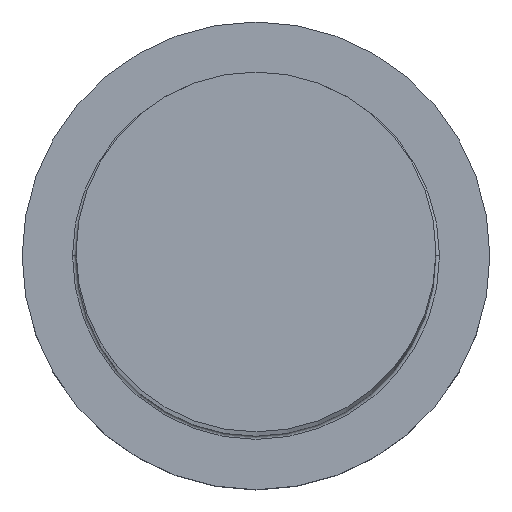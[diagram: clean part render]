
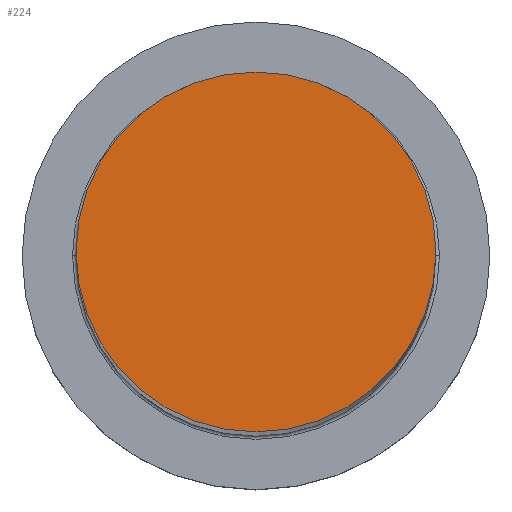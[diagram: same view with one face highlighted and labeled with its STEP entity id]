
A CAD part, top view. The second image highlights one B-rep face of the part: STEP entity #224.
In plain terms, the highlighted planar face has unit normal (0, 0, 1).
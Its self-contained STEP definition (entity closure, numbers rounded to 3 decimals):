
#4 = DIRECTION ( 'NONE',  ( 1., 0., 0. ) ) ;
#14 = EDGE_CURVE ( 'NONE', #46, #119, #301, .T. ) ;
#32 = PLANE ( 'NONE',  #42 ) ;
#33 = CARTESIAN_POINT ( 'NONE',  ( 0., 0., 133. ) ) ;
#42 = AXIS2_PLACEMENT_3D ( 'NONE', #33, #270, #295 ) ;
#46 = VERTEX_POINT ( 'NONE', #267 ) ;
#108 = DIRECTION ( 'NONE',  ( 0., 0., 1. ) ) ;
#119 = VERTEX_POINT ( 'NONE', #219 ) ;
#125 = CARTESIAN_POINT ( 'NONE',  ( 0., 0., 133. ) ) ;
#172 = FACE_OUTER_BOUND ( 'NONE', #185, .T. ) ;
#185 = EDGE_LOOP ( 'NONE', ( #303, #239 ) ) ;
#190 = EDGE_CURVE ( 'NONE', #119, #46, #211, .T. ) ;
#211 = CIRCLE ( 'NONE', #304, 10. ) ;
#219 = CARTESIAN_POINT ( 'NONE',  ( -10., 0., 133. ) ) ;
#220 = DIRECTION ( 'NONE',  ( 1., 0., 0. ) ) ;
#221 = AXIS2_PLACEMENT_3D ( 'NONE', #238, #108, #4 ) ;
#224 = ADVANCED_FACE ( 'NONE', ( #172 ), #32, .T. ) ;
#238 = CARTESIAN_POINT ( 'NONE',  ( 0., 0., 133. ) ) ;
#239 = ORIENTED_EDGE ( 'NONE', *, *, #14, .T. ) ;
#248 = DIRECTION ( 'NONE',  ( 0., 0., 1. ) ) ;
#267 = CARTESIAN_POINT ( 'NONE',  ( 10., 0., 133. ) ) ;
#270 = DIRECTION ( 'NONE',  ( 0., 0., 1. ) ) ;
#295 = DIRECTION ( 'NONE',  ( 1., 0., 0. ) ) ;
#301 = CIRCLE ( 'NONE', #221, 10. ) ;
#303 = ORIENTED_EDGE ( 'NONE', *, *, #190, .T. ) ;
#304 = AXIS2_PLACEMENT_3D ( 'NONE', #125, #248, #220 ) ;
